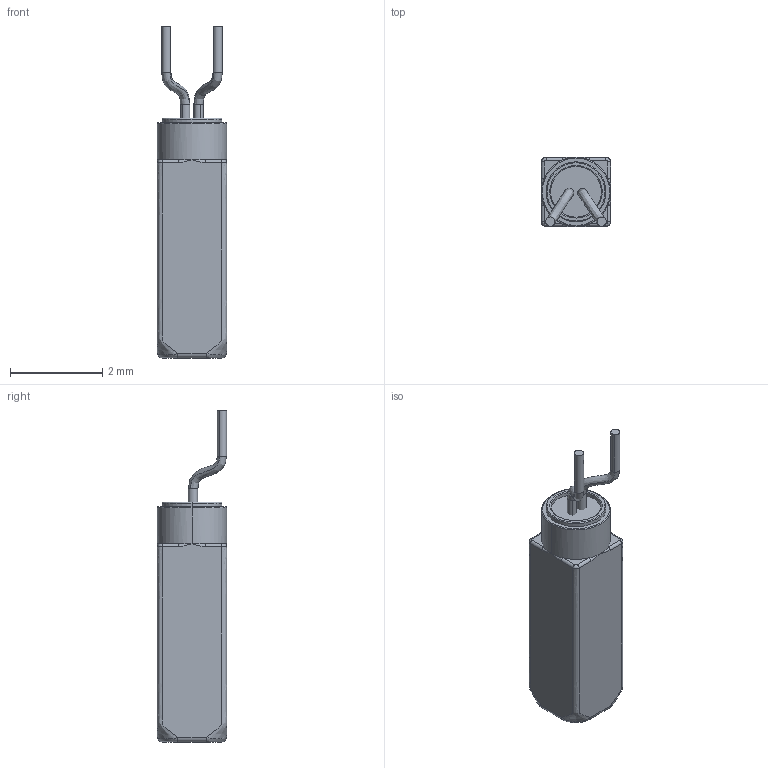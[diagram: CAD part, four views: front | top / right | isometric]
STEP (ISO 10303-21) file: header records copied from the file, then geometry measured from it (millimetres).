
FILE_DESCRIPTION (( 'STEP AP214' ), '1' );
FILE_NAME ('User Library-MS2V-T1S.STEP', '2018-08-13T10:29:32', ( '' ), ( '' ), 'SwSTEP 2.0', 'SolidWorks 2018', '' );
FILE_SCHEMA (( 'AUTOMOTIVE_DESIGN' ));
Length unit declared in the file: millimetre
Products named in the file (3): User Library-MS2V-T1S_Body; User Library-MS2V-T1S; User Library-MS2V-T1S_Pin
Assembly tree (3 placements, depth 2):
  User Library-MS2V-T1S
    User Library-MS2V-T1S_Body
    User Library-MS2V-T1S_Pin  x2
Bounding box: 1.5 x 1.5 x 7.2 mm (x, y, z)
Volume: 11.3 mm3; surface area: 38.6 mm2
Topology: 3 solids, 3 shells, 72 faces, 160 edges, 88 vertices
Faces by surface type: cylinder 26, bspline 24, plane 16, torus 6
Entity records: 2501 total; most frequent: CARTESIAN_POINT 1112, ORIENTED_EDGE 272, DIRECTION 266, EDGE_CURVE 136, AXIS2_PLACEMENT_3D 116, VERTEX_POINT 78, CIRCLE 68, EDGE_LOOP 66
